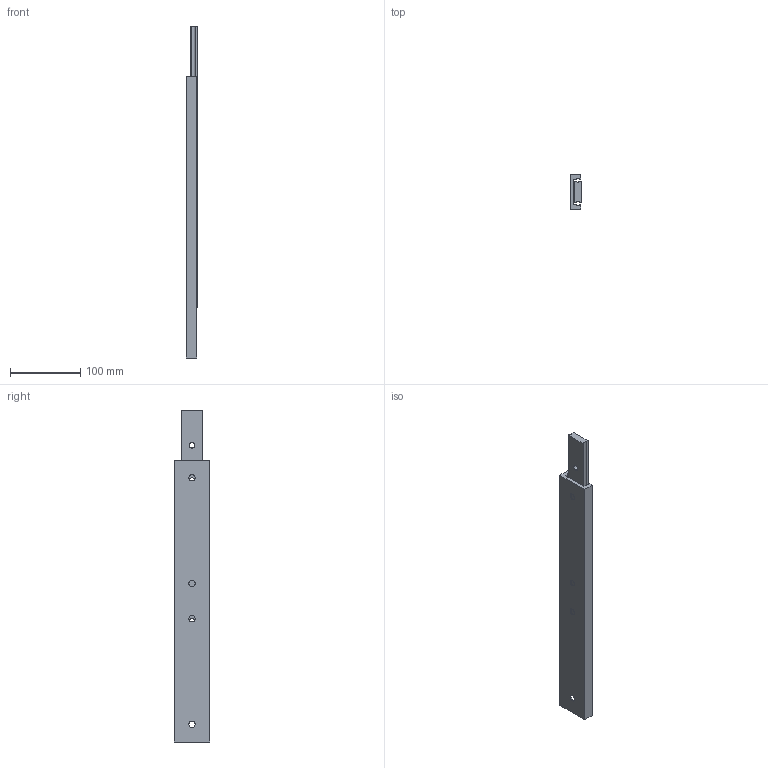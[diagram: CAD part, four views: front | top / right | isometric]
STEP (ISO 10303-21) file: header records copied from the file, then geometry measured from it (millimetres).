
FILE_DESCRIPTION (( 'STEP AP214' ), '1' );
FILE_NAME ('owst50-400.STEP', '2021-12-04T06:02:33', ( '' ), ( '' ), 'SwSTEP 2.0', 'SolidWorks 2020', '' );
FILE_SCHEMA (( 'AUTOMOTIVE_DESIGN' ));
Length unit declared in the file: millimetre
Products named in the file (3): masko50_400; owst50-400; zensko50_400
Assembly tree (2 placements, depth 2):
  owst50-400
    masko50_400
    zensko50_400
Bounding box: 17 x 50 x 471.15 mm (x, y, z)
Volume: 262599.4 mm3; surface area: 95547.8 mm2
Topology: 2 solids, 2 shells, 56 faces, 140 edges, 88 vertices
Faces by surface type: cylinder 20, plane 20, cone 16
Entity records: 1814 total; most frequent: DIRECTION 318, CARTESIAN_POINT 289, ORIENTED_EDGE 280, EDGE_CURVE 140, AXIS2_PLACEMENT_3D 117, VERTEX_POINT 88, VECTOR 84, LINE 84
